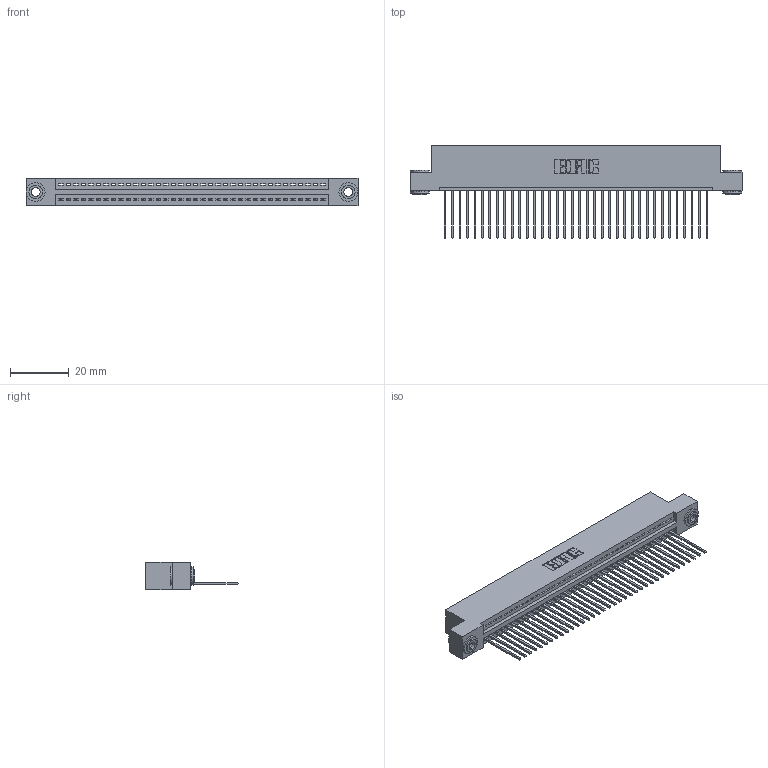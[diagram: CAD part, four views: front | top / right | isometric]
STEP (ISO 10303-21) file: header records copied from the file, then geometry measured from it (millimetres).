
FILE_DESCRIPTION (( 'STEP AP203' ), '1' );
FILE_NAME ('345-036-542-103.STEP', '2018-08-29T12:10:43', ( '' ), ( '' ), 'SwSTEP 2.0', 'SolidWorks 2016', '' );
FILE_SCHEMA (( 'CONFIG_CONTROL_DESIGN' ));
Length unit declared in the file: inch
Products named in the file (4): 345-250-002_345-250-002-102; 345-036-542-103; 345 Part_Flush Mounting Lugs - 0.156 Dia-TH; 345-292-001_345-293-142
Assembly tree (39 placements, depth 2):
  345-036-542-103
    345 Part_Flush Mounting Lugs - 0.156 Dia-TH
    345-292-001_345-293-142  x36
    345-250-002_345-250-002-102  x2
Bounding box: 112.65 x 31.29 x 9.4 mm (x, y, z)
Volume: 10749.8 mm3; surface area: 14925.1 mm2
Topology: 39 solids, 39 shells, 2252 faces, 6753 edges, 4450 vertices
Faces by surface type: plane 1530, cylinder 714, cone 8
Entity records: 28570 total; most frequent: CARTESIAN_POINT 4927, ORIENTED_EDGE 4890, DIRECTION 4343, EDGE_CURVE 2445, VECTOR 2145, LINE 2145, VERTEX_POINT 1626, AXIS2_PLACEMENT_3D 1099
